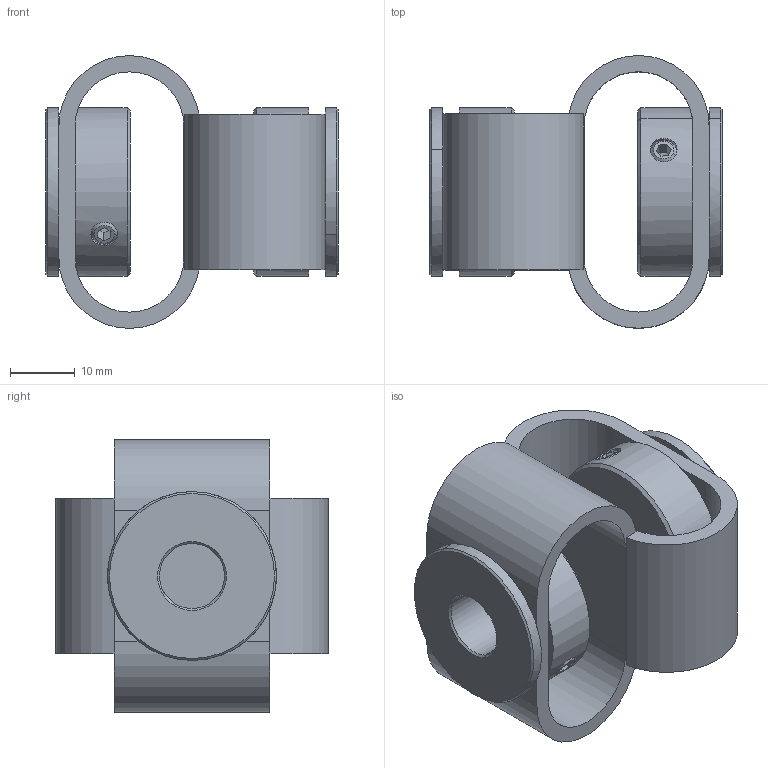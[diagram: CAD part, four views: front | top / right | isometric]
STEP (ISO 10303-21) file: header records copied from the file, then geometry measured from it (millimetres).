
FILE_DESCRIPTION((''),'2;1');
FILE_NAME('DM_CAD-5387_SW0001','2018-04-05T',('creinig-se'),(''),'PRO/ENGINEER BY PARAMETRIC TECHNOLOGY CORPORATION, 2015440','PRO/ENGINEER BY PARAMETRIC TECHNOLOGY CORPORATION, 2015440','');
FILE_SCHEMA(('CONFIG_CONTROL_DESIGN'));
Length unit declared in the file: millimetre
Products named in the file (1): DM_CAD-5387_SW0001
Bounding box: 45 x 42 x 42 mm (x, y, z)
Volume: 19525.5 mm3; surface area: 13443.3 mm2
Topology: 5 solids, 5 shells, 170 faces, 396 edges, 224 vertices
Faces by surface type: plane 82, cone 48, cylinder 40
Entity records: 5386 total; most frequent: CARTESIAN_POINT 1470, DIRECTION 832, ORIENTED_EDGE 760, EDGE_CURVE 380, AXIS2_PLACEMENT_3D 314, VERTEX_POINT 224, VECTOR 204, LINE 204
